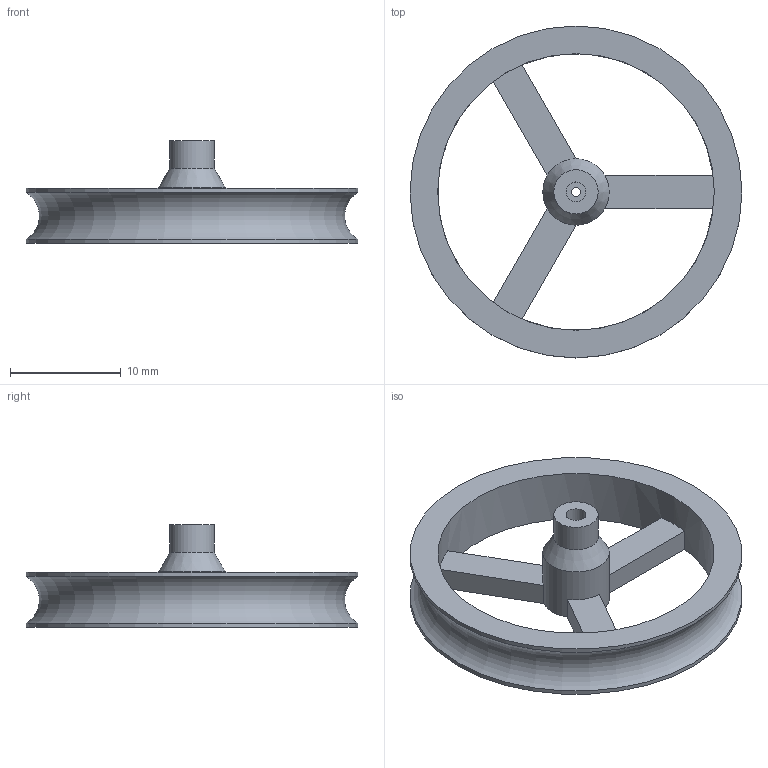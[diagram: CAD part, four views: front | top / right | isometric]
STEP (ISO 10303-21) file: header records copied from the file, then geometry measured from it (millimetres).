
FILE_DESCRIPTION(/* description */ (''),/* implementation_level */ '2;1');
FILE_NAME(/* name */ '',/* time_stamp */ '2025-04-26T20:05:43+02:00',/* author */ ('isan'),/* organization */ (''),/* preprocessor_version */ 'ST-DEVELOPER v20.1',/* originating_system */ 'Autodesk Inventor 2026',/* authorisation */ '');
FILE_SCHEMA (('AUTOMOTIVE_DESIGN { 1 0 10303 214 3 1 1 }'));
Length unit declared in the file: millimetre
Products named in the file (1): Koło
Bounding box: 30 x 30 x 9.3 mm (x, y, z)
Volume: 1117.1 mm3; surface area: 1840.9 mm2
Topology: 1 solids, 1 shells, 22 faces, 62 edges, 42 vertices
Faces by surface type: plane 13, cylinder 7, torus 1, cone 1
Full cylindrical faces by diameter (mm): 0.8 x1, 1.8 x1, 4 x1, 6 x1, 25 x1, 30 x2
Entity records: 798 total; most frequent: DIRECTION 138, CARTESIAN_POINT 127, ORIENTED_EDGE 124, EDGE_CURVE 62, AXIS2_PLACEMENT_3D 53, VERTEX_POINT 41, LINE 32, VECTOR 32
